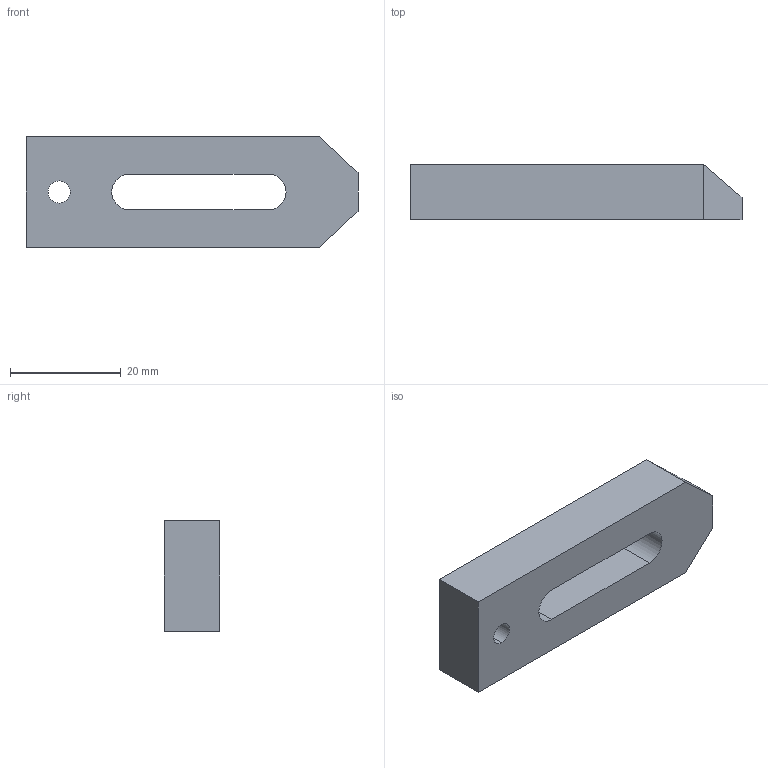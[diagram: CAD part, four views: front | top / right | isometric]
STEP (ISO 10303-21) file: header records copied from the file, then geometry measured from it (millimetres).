
FILE_DESCRIPTION (( 'STEP AP214' ), '1' );
FILE_NAME ('B993 Àëþìèíèåâûé çàæèì.STEP', '2026-03-26T15:15:55', ( '' ), ( '' ), 'SwSTEP 2.0', 'SolidWorks 2026', '' );
FILE_SCHEMA (( 'AUTOMOTIVE_DESIGN' ));
Length unit declared in the file: millimetre
Products named in the file (1): B993 Алюминиевый зажим
Bounding box: 60 x 10 x 20 mm (x, y, z)
Volume: 8745.4 mm3; surface area: 4211.8 mm2
Topology: 1 solids, 1 shells, 20 faces, 49 edges, 32 vertices
Faces by surface type: plane 14, cylinder 6
Entity records: 620 total; most frequent: DIRECTION 103, CARTESIAN_POINT 102, ORIENTED_EDGE 98, EDGE_CURVE 49, VECTOR 37, LINE 37, AXIS2_PLACEMENT_3D 33, VERTEX_POINT 32
